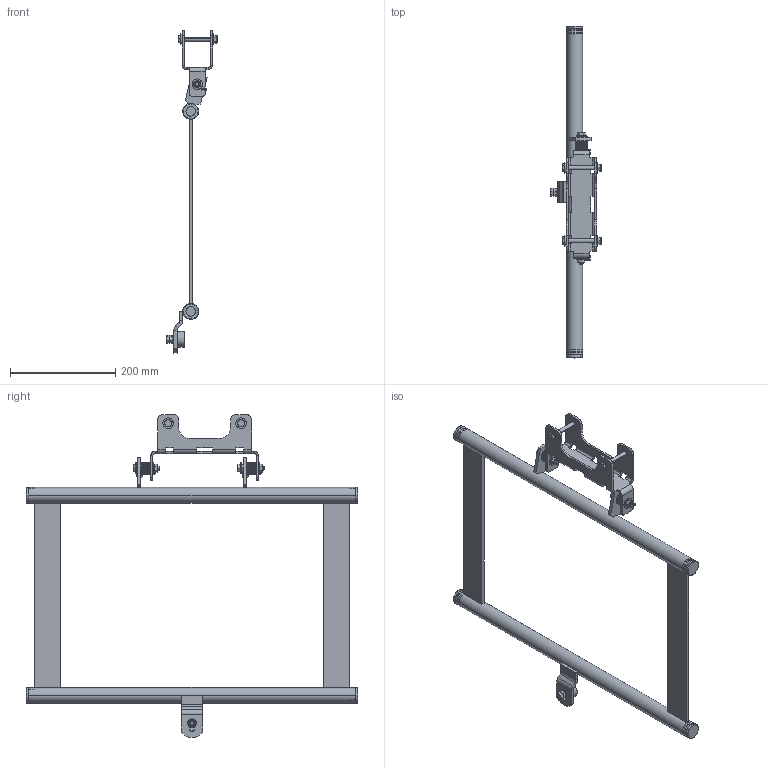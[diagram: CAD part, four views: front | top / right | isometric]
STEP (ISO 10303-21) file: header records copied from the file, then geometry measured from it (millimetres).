
FILE_DESCRIPTION (( 'STEP AP203' ), '1' );
FILE_NAME ('0529832000.STEP', '2024-05-29T09:09:57', ( '' ), ( '' ), 'SwSTEP 2.0', 'SolidWorks 2022', '' );
FILE_SCHEMA (( 'CONFIG_CONTROL_DESIGN' ));
Length unit declared in the file: metre
Products named in the file (1): 0529832000
Bounding box: 98.06 x 630 x 613.43 mm (x, y, z)
Volume: 637314 mm3; surface area: 427945.4 mm2
Topology: 36 solids, 36 shells, 1002 faces, 2247 edges, 1316 vertices
Faces by surface type: cylinder 396, plane 342, cone 224, torus 32, bspline 8
Entity records: 34336 total; most frequent: CARTESIAN_POINT 12100, DIRECTION 4839, ORIENTED_EDGE 4494, EDGE_CURVE 2247, AXIS2_PLACEMENT_3D 2035, VERTEX_POINT 1316, EDGE_LOOP 1077, CIRCLE 1040
